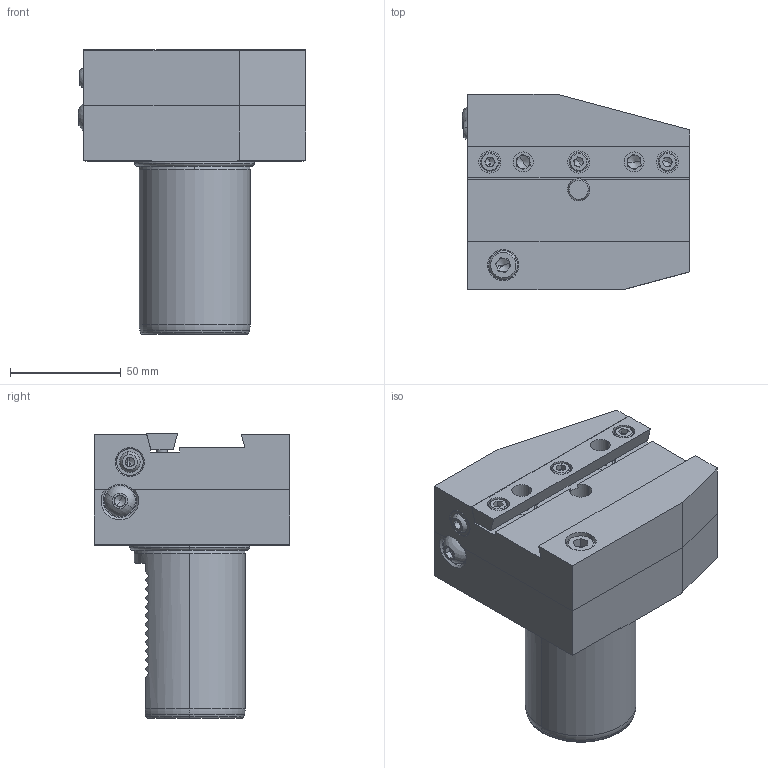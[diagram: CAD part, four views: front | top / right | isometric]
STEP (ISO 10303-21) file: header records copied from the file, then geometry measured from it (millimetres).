
FILE_DESCRIPTION (( 'STEP AP203' ), '1' );
FILE_NAME ('STEP.STEP', '2020-05-23T04:26:42', ( '' ), ( '' ), 'SwSTEP 2.0', 'SolidWorks 2017', '' );
FILE_SCHEMA (( 'CONFIG_CONTROL_DESIGN' ));
Length unit declared in the file: millimetre
Products named in the file (1): STEP
Bounding box: 102.4 x 88 x 128.34 mm (x, y, z)
Volume: 523782.7 mm3; surface area: 85978.7 mm2
Topology: 15 solids, 15 shells, 470 faces, 1135 edges, 688 vertices
Faces by surface type: plane 212, cylinder 136, cone 86, torus 30, sphere 6
Entity records: 13704 total; most frequent: CARTESIAN_POINT 2783, DIRECTION 2352, ORIENTED_EDGE 2186, EDGE_CURVE 1093, AXIS2_PLACEMENT_3D 893, VERTEX_POINT 682, LINE 566, VECTOR 566
